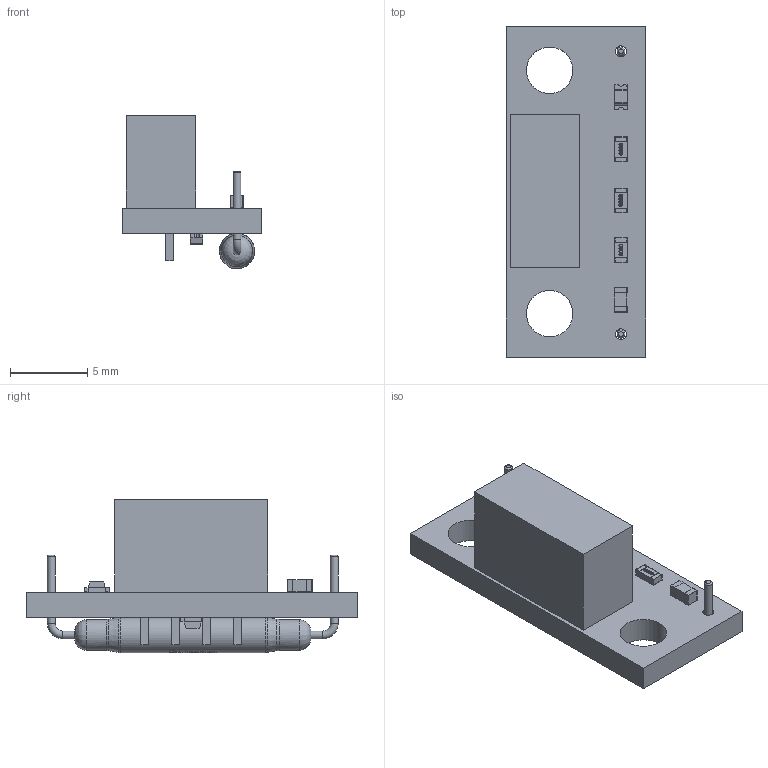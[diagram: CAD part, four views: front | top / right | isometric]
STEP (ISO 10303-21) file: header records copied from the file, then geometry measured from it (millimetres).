
FILE_DESCRIPTION(('Open CASCADE Model'),'2;1');
FILE_NAME('Open CASCADE Shape Model','2020-11-23T14:11:16',('Author'),( 'Open CASCADE'),'Open CASCADE STEP processor 6.8','Open CASCADE 6.8' ,'Unknown');
FILE_SCHEMA(('AUTOMOTIVE_DESIGN { 1 0 10303 214 1 1 1 1 }'));
Length unit declared in the file: millimetre
Products named in the file (22): PCB; Board; Open CASCADE STEP translator 6.8 7.1.1; P1; 6143871312; Extruded; 6143872192; R3; R0603; C1; C0603; D2; LED0603-Orange(3); R1; R2; SW1; Switch_Littelfuse_MDSR-4-12-23_eec; Logo; Leads; Body; D1
Assembly tree (27 placements, depth 4):
  PCB
    Board
      Open CASCADE STEP translator 6.8 7.1.1
    P1
      6143871312
        Extruded
      6143872192  x4
        Extruded
    R3
      R0603
    C1
      C0603
    D2
      LED0603-Orange(3)
    R1
      R0603
    R2
      R0603
    SW1
      Switch_Littelfuse_MDSR-4-12-23_eec
        Logo
        Leads
        Body
    D1
      LED0603-Orange(3)
Bounding box: 9 x 21.3 x 9.91 mm (x, y, z)
Volume: 614.9 mm3; surface area: 980.3 mm2
Topology: 54 solids, 54 shells, 1046 faces, 3717 edges, 3882 vertices
Faces by surface type: plane 495, cylinder 179, bspline 179, extrusion 177, sphere 8, torus 4, revolution 2, cone 2
Full cylindrical faces by diameter (mm): 0.508 x4, 0.7 x2, 1 x4, 2 x2, 2.286 x1, 3 x2
Entity records: 36290 total; most frequent: CARTESIAN_POINT 17229, ORIENTED_EDGE 3036, DIRECTION 2607, EDGE_CURVE 1518, VECTOR 1369, B_SPLINE_CURVE_WITH_KNOTS 1367, LINE 1192, GEOMETRIC_CURVE_SET 1098
